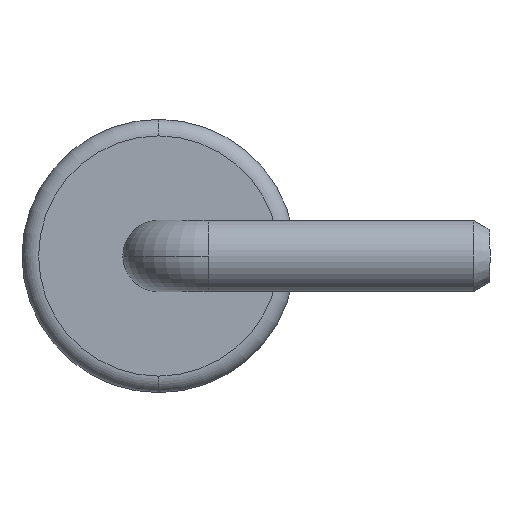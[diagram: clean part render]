
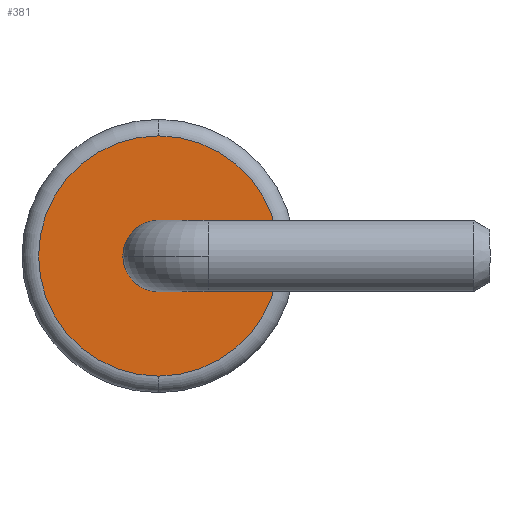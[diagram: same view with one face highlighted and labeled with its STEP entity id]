
A CAD part, left-side view. The second image highlights one B-rep face of the part: STEP entity #381.
In plain terms, the highlighted planar face has unit normal (-1, 0, 0).
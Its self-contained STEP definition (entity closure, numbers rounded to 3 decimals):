
#156 = CARTESIAN_POINT ( 'NONE',  ( -4.191, 2.216, 0. ) ) ;
#157 = CARTESIAN_POINT ( 'NONE',  ( -4.191, 1.784, 0. ) ) ;
#158 = DIRECTION ( 'NONE',  ( 0., 0., -1. ) ) ;
#159 = DIRECTION ( 'NONE',  ( -1., 0., 0. ) ) ;
#160 = CARTESIAN_POINT ( 'NONE',  ( -4.191, 2., 0. ) ) ;
#161 = AXIS2_PLACEMENT_3D ( 'NONE', #160, #159, #158 ) ;
#166 = CIRCLE ( 'NONE', #161, 0.216 ) ;
#236 = EDGE_CURVE ( 'NONE', #344, #343, #422, .T. ) ;
#250 = ORIENTED_EDGE ( 'NONE', *, *, #251, .T. ) ;
#251 = EDGE_CURVE ( 'NONE', #398, #399, #570, .T. ) ;
#252 = ORIENTED_EDGE ( 'NONE', *, *, #400, .T. ) ;
#253 = EDGE_LOOP ( 'NONE', ( #254, #255 ) ) ;
#254 = ORIENTED_EDGE ( 'NONE', *, *, #342, .F. ) ;
#255 = ORIENTED_EDGE ( 'NONE', *, *, #236, .F. ) ;
#342 = EDGE_CURVE ( 'NONE', #343, #344, #166, .T. ) ;
#343 = VERTEX_POINT ( 'NONE', #157 ) ;
#344 = VERTEX_POINT ( 'NONE', #156 ) ;
#381 = ADVANCED_FACE ( 'NONE', ( #718, #713 ), #751, .F. ) ;
#382 = EDGE_LOOP ( 'NONE', ( #250, #252 ) ) ;
#398 = VERTEX_POINT ( 'NONE', #783 ) ;
#399 = VERTEX_POINT ( 'NONE', #782 ) ;
#400 = EDGE_CURVE ( 'NONE', #399, #398, #780, .T. ) ;
#422 = CIRCLE ( 'NONE', #543, 0.216 ) ;
#540 = DIRECTION ( 'NONE',  ( 0., 0., -1. ) ) ;
#541 = DIRECTION ( 'NONE',  ( -1., 0., 0. ) ) ;
#542 = CARTESIAN_POINT ( 'NONE',  ( -4.191, 2., 0. ) ) ;
#543 = AXIS2_PLACEMENT_3D ( 'NONE', #542, #541, #540 ) ;
#566 = DIRECTION ( 'NONE',  ( 0., 0., -1. ) ) ;
#567 = DIRECTION ( 'NONE',  ( -1., 0., 0. ) ) ;
#568 = CARTESIAN_POINT ( 'NONE',  ( -4.191, 2., 0. ) ) ;
#569 = AXIS2_PLACEMENT_3D ( 'NONE', #568, #567, #566 ) ;
#570 = CIRCLE ( 'NONE', #569, 0.725 ) ;
#713 = FACE_BOUND ( 'NONE', #253, .T. ) ;
#718 = FACE_OUTER_BOUND ( 'NONE', #382, .T. ) ;
#747 = DIRECTION ( 'NONE',  ( 0., 0., -1. ) ) ;
#748 = DIRECTION ( 'NONE',  ( 1., 0., 0. ) ) ;
#749 = CARTESIAN_POINT ( 'NONE',  ( -4.191, 2., 0. ) ) ;
#750 = AXIS2_PLACEMENT_3D ( 'NONE', #749, #748, #747 ) ;
#751 = PLANE ( 'NONE',  #750 ) ;
#776 = DIRECTION ( 'NONE',  ( 0., 0., -1. ) ) ;
#777 = DIRECTION ( 'NONE',  ( -1., 0., 0. ) ) ;
#778 = CARTESIAN_POINT ( 'NONE',  ( -4.191, 2., 0. ) ) ;
#779 = AXIS2_PLACEMENT_3D ( 'NONE', #778, #777, #776 ) ;
#780 = CIRCLE ( 'NONE', #779, 0.725 ) ;
#782 = CARTESIAN_POINT ( 'NONE',  ( -4.191, 2., 0.725 ) ) ;
#783 = CARTESIAN_POINT ( 'NONE',  ( -4.191, 2., -0.725 ) ) ;
